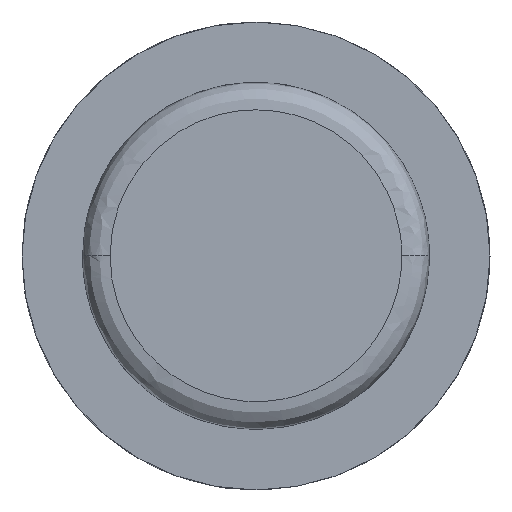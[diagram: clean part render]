
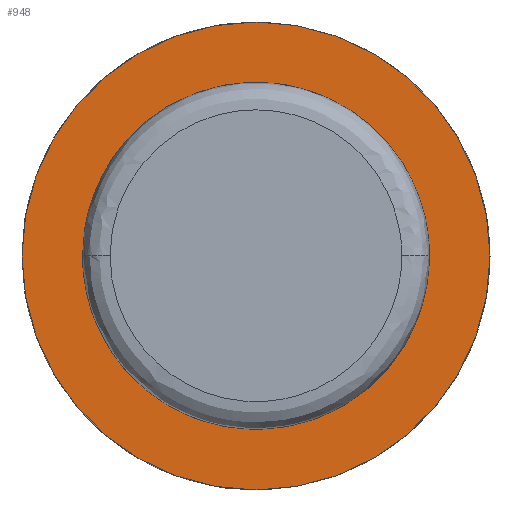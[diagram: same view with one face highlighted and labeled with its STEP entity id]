
A CAD part, top view. The second image highlights one B-rep face of the part: STEP entity #948.
In plain terms, the highlighted free-form (B-spline) face has degree [1, 1] with [2, 2] control points.
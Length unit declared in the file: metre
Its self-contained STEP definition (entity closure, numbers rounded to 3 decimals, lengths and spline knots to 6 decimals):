
#33=B_SPLINE_SURFACE_WITH_KNOTS('',1,1,((#2277,#2278),(#2279,#2280)),
 .PLANE_SURF.,.F.,.F.,.F.,(2,2),(2,2),(0.042732,0.954562),
(0.041942,0.956121),.PIECEWISE_BEZIER_KNOTS.);
#168=CIRCLE('',#1010,0.0085);
#174=CIRCLE('',#1016,0.0063);
#178=CIRCLE('',#1020,0.0063);
#194=CIRCLE('',#1036,0.0085);
#432=ORIENTED_EDGE('',*,*,#587,.F.);
#433=ORIENTED_EDGE('',*,*,#580,.F.);
#434=ORIENTED_EDGE('',*,*,#568,.T.);
#435=ORIENTED_EDGE('',*,*,#622,.T.);
#568=EDGE_CURVE('',#682,#681,#168,.T.);
#580=EDGE_CURVE('',#693,#694,#174,.T.);
#587=EDGE_CURVE('',#694,#693,#178,.T.);
#622=EDGE_CURVE('',#681,#682,#194,.T.);
#681=VERTEX_POINT('',#2061);
#682=VERTEX_POINT('',#2063);
#693=VERTEX_POINT('',#2105);
#694=VERTEX_POINT('',#2107);
#787=EDGE_LOOP('',(#432,#433));
#788=EDGE_LOOP('',(#434,#435));
#854=FACE_BOUND('',#787,.T.);
#855=FACE_BOUND('',#788,.T.);
#948=ADVANCED_FACE('',(#854,#855),#33,.T.);
#1010=AXIS2_PLACEMENT_3D('',#2062,#1107,#1108);
#1016=AXIS2_PLACEMENT_3D('',#2106,#1121,#1122);
#1020=AXIS2_PLACEMENT_3D('',#2127,#1131,#1132);
#1036=AXIS2_PLACEMENT_3D('',#2276,#1181,#1182);
#1107=DIRECTION('',(0.,0.,1.));
#1108=DIRECTION('',(1.,0.,0.));
#1121=DIRECTION('',(0.,0.,1.));
#1122=DIRECTION('',(1.,0.,0.));
#1131=DIRECTION('',(0.,0.,1.));
#1132=DIRECTION('',(1.,0.,0.));
#1181=DIRECTION('',(0.,0.,1.));
#1182=DIRECTION('',(1.,0.,0.));
#2061=CARTESIAN_POINT('',(-0.0085,0.,0.));
#2062=CARTESIAN_POINT('',(0.,0.,0.));
#2063=CARTESIAN_POINT('',(0.0085,0.,0.));
#2105=CARTESIAN_POINT('',(0.0063,0.,0.));
#2106=CARTESIAN_POINT('',(0.,0.,0.));
#2107=CARTESIAN_POINT('',(-0.0063,0.,0.));
#2127=CARTESIAN_POINT('',(0.,0.,0.));
#2276=CARTESIAN_POINT('',(0.,0.,0.));
#2277=CARTESIAN_POINT('',(-0.008654,-0.008668,0.));
#2278=CARTESIAN_POINT('',(-0.008654,0.008632,0.));
#2279=CARTESIAN_POINT('',(0.008602,-0.008668,0.));
#2280=CARTESIAN_POINT('',(0.008602,0.008632,0.));
